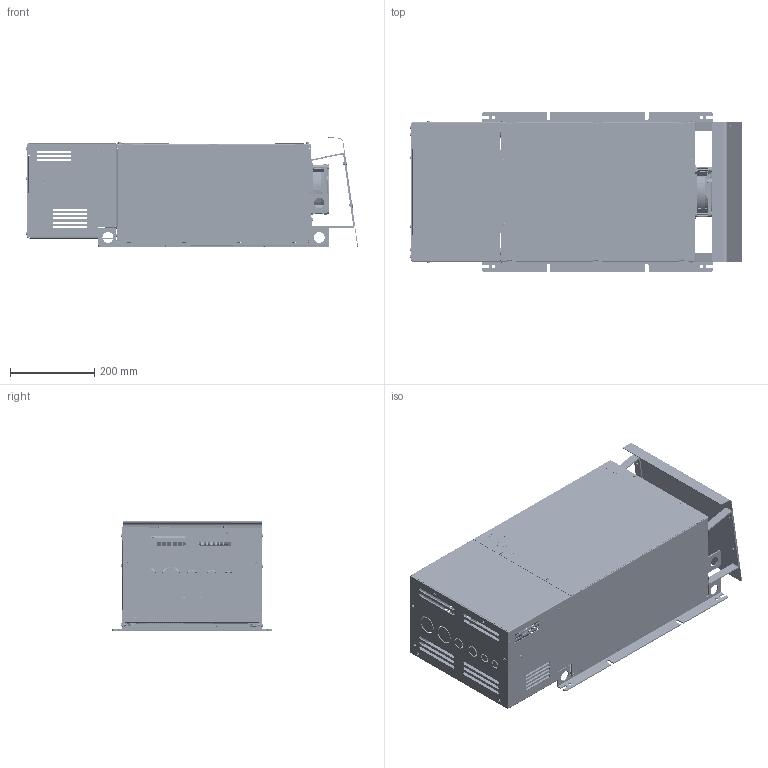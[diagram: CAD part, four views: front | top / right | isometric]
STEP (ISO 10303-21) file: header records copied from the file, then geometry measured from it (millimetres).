
FILE_DESCRIPTION(/* description */ (''),/* implementation_level */ '2;1');
FILE_NAME(/* name */ 'X3.3 IP21 ef.stp',/* time_stamp */ '2019-01-11T08:49:20+01:00',/* author */ ('f.rambuscheck'),/* organization */ (''),/* preprocessor_version */ 'ST-DEVELOPER v17',/* originating_system */ 'Autodesk Inventor 2018',/* authorisation */ '');
FILE_SCHEMA (('AUTOMOTIVE_DESIGN { 1 0 10303 214 3 1 1 }'));
Products named in the file (1): X3.3 IP21 ef
Bounding box: 787.14 x 378 x 259.83 mm (x, y, z)
Volume: 518530.3 mm3; surface area: 2685594 mm2
Topology: 24 solids, 29 shells, 13044 faces, 36391 edges, 23886 vertices
Faces by surface type: plane 8083, cylinder 3125, bspline 1362, cone 250, torus 204, sphere 20
Full cylindrical faces by diameter (mm): 1.2 x4, 1.5 x16, 2.459 x5, 3.242 x21, 3.6 x36, 3.95 x2, 4 x82, 4.134 x4, 4.25 x8, 4.3 x14, 4.31 x2, 4.5 x2, 4.917 x2, 5 x26, 5.5 x12, 5.6 x2, 6.3 x2, 6.32 x12, 6.5 x5, 6.6 x1, 6.8 x17, 7 x42, 7.323 x8, 8 x26, 8.2 x8, 8.4 x18, 8.5 x6, 9 x4, 9.4 x2, 11 x2
Entity records: 468583 total; most frequent: CARTESIAN_POINT 123874, ORIENTED_EDGE 72664, DIRECTION 64821, EDGE_CURVE 36332, LINE 24537, VECTOR 24537, VERTEX_POINT 23902, AXIS2_PLACEMENT_3D 20142
